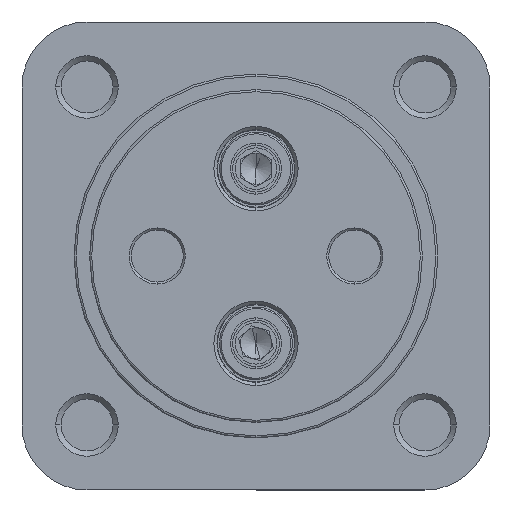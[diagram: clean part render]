
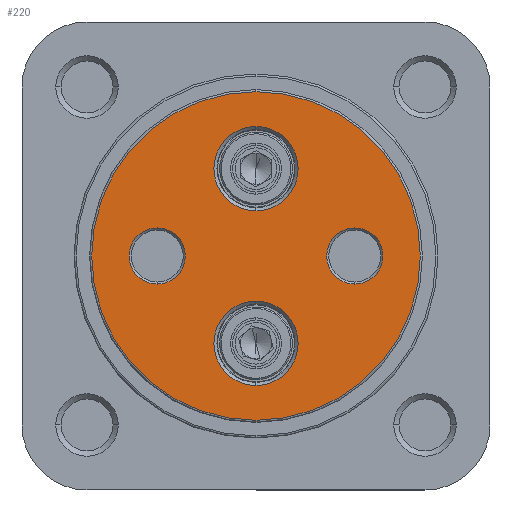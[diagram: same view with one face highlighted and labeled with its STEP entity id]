
A CAD part, left-side view. The second image highlights one B-rep face of the part: STEP entity #220.
In plain terms, the highlighted planar face has unit normal (-1, 0, 0).
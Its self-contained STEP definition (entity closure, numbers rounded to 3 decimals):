
#220 = ADVANCED_FACE ( 'NONE', ( #3819, #3825, #3827, #3829, #3815 ), #3010, .F. ) ;
#409 = EDGE_LOOP ( 'NONE', ( #8340, #8339 ) ) ;
#436 = EDGE_LOOP ( 'NONE', ( #8344, #8343 ) ) ;
#709 = EDGE_LOOP ( 'NONE', ( #8336, #8335 ) ) ;
#724 = EDGE_LOOP ( 'NONE', ( #8342, #8341 ) ) ;
#726 = EDGE_LOOP ( 'NONE', ( #8338, #8337 ) ) ;
#837 = EDGE_CURVE ( 'NONE', #7321, #7263, #4050, .T. ) ;
#1141 = EDGE_CURVE ( 'NONE', #7233, #7284, #5717, .T. ) ;
#1145 = EDGE_CURVE ( 'NONE', #7235, #7238, #5723, .T. ) ;
#1173 = EDGE_CURVE ( 'NONE', #7255, #7259, #5765, .T. ) ;
#1177 = EDGE_CURVE ( 'NONE', #7325, #7324, #5771, .T. ) ;
#1219 = EDGE_CURVE ( 'NONE', #7324, #7325, #5835, .T. ) ;
#1225 = EDGE_CURVE ( 'NONE', #7259, #7255, #5841, .T. ) ;
#1226 = EDGE_CURVE ( 'NONE', #7284, #7233, #5842, .T. ) ;
#1230 = EDGE_CURVE ( 'NONE', #7263, #7321, #5846, .T. ) ;
#1231 = EDGE_CURVE ( 'NONE', #7238, #7235, #5847, .T. ) ;
#1573 = AXIS2_PLACEMENT_3D ( 'NONE', #3001, #3013, #3014 ) ;
#1659 = AXIS2_PLACEMENT_3D ( 'NONE', #4347, #4348, #4349 ) ;
#1761 = AXIS2_PLACEMENT_3D ( 'NONE', #5054, #5055, #5056 ) ;
#1762 = AXIS2_PLACEMENT_3D ( 'NONE', #5064, #5065, #5066 ) ;
#1778 = AXIS2_PLACEMENT_3D ( 'NONE', #5134, #5135, #5136 ) ;
#1779 = AXIS2_PLACEMENT_3D ( 'NONE', #5144, #5145, #5146 ) ;
#1796 = AXIS2_PLACEMENT_3D ( 'NONE', #5239, #5246, #5247 ) ;
#1802 = AXIS2_PLACEMENT_3D ( 'NONE', #5257, #5264, #5265 ) ;
#1803 = AXIS2_PLACEMENT_3D ( 'NONE', #5260, #5267, #5268 ) ;
#1807 = AXIS2_PLACEMENT_3D ( 'NONE', #5272, #5279, #5280 ) ;
#1808 = AXIS2_PLACEMENT_3D ( 'NONE', #5275, #5282, #5283 ) ;
#3001 = CARTESIAN_POINT ( 'NONE',  ( 0., 0., 0. ) ) ;
#3010 = PLANE ( 'NONE',  #1573 ) ;
#3013 = DIRECTION ( 'NONE',  ( 1., 0., 0. ) ) ;
#3014 = DIRECTION ( 'NONE',  ( 0., 0., -1. ) ) ;
#3815 = FACE_BOUND ( 'NONE', #709, .T. ) ;
#3819 = FACE_OUTER_BOUND ( 'NONE', #436, .T. ) ;
#3825 = FACE_BOUND ( 'NONE', #724, .T. ) ;
#3827 = FACE_BOUND ( 'NONE', #409, .T. ) ;
#3829 = FACE_BOUND ( 'NONE', #726, .T. ) ;
#4050 = CIRCLE ( 'NONE', #1659, 15.8 ) ;
#4347 = CARTESIAN_POINT ( 'NONE',  ( 0., 0., 0. ) ) ;
#4348 = DIRECTION ( 'NONE',  ( -1., 0., 0. ) ) ;
#4349 = DIRECTION ( 'NONE',  ( 0., 0., -1. ) ) ;
#5054 = CARTESIAN_POINT ( 'NONE',  ( 0., 0., 8.4 ) ) ;
#5055 = DIRECTION ( 'NONE',  ( 1., 0., 0. ) ) ;
#5056 = DIRECTION ( 'NONE',  ( 0., 0., -1. ) ) ;
#5064 = CARTESIAN_POINT ( 'NONE',  ( 0., 0., -8.4 ) ) ;
#5065 = DIRECTION ( 'NONE',  ( 1., 0., 0. ) ) ;
#5066 = DIRECTION ( 'NONE',  ( 0., 0., -1. ) ) ;
#5134 = CARTESIAN_POINT ( 'NONE',  ( 0., 9.5, 0. ) ) ;
#5135 = DIRECTION ( 'NONE',  ( 1., 0., 0. ) ) ;
#5136 = DIRECTION ( 'NONE',  ( 0., 0., -1. ) ) ;
#5144 = CARTESIAN_POINT ( 'NONE',  ( 0., -9.5, 0. ) ) ;
#5145 = DIRECTION ( 'NONE',  ( 1., 0., 0. ) ) ;
#5146 = DIRECTION ( 'NONE',  ( 0., 0., -1. ) ) ;
#5239 = CARTESIAN_POINT ( 'NONE',  ( 0., -9.5, 0. ) ) ;
#5246 = DIRECTION ( 'NONE',  ( 1., 0., 0. ) ) ;
#5247 = DIRECTION ( 'NONE',  ( 0., 0., -1. ) ) ;
#5257 = CARTESIAN_POINT ( 'NONE',  ( 0., 9.5, 0. ) ) ;
#5260 = CARTESIAN_POINT ( 'NONE',  ( 0., 0., 8.4 ) ) ;
#5264 = DIRECTION ( 'NONE',  ( 1., 0., 0. ) ) ;
#5265 = DIRECTION ( 'NONE',  ( 0., 0., -1. ) ) ;
#5267 = DIRECTION ( 'NONE',  ( 1., 0., 0. ) ) ;
#5268 = DIRECTION ( 'NONE',  ( 0., 0., -1. ) ) ;
#5272 = CARTESIAN_POINT ( 'NONE',  ( 0., 0., 0. ) ) ;
#5275 = CARTESIAN_POINT ( 'NONE',  ( 0., 0., -8.4 ) ) ;
#5279 = DIRECTION ( 'NONE',  ( -1., 0., 0. ) ) ;
#5280 = DIRECTION ( 'NONE',  ( 0., 0., -1. ) ) ;
#5282 = DIRECTION ( 'NONE',  ( 1., 0., 0. ) ) ;
#5283 = DIRECTION ( 'NONE',  ( 0., 0., -1. ) ) ;
#5717 = CIRCLE ( 'NONE', #1761, 4.05 ) ;
#5723 = CIRCLE ( 'NONE', #1762, 4.05 ) ;
#5765 = CIRCLE ( 'NONE', #1778, 2.7 ) ;
#5771 = CIRCLE ( 'NONE', #1779, 2.7 ) ;
#5835 = CIRCLE ( 'NONE', #1796, 2.7 ) ;
#5841 = CIRCLE ( 'NONE', #1802, 2.7 ) ;
#5842 = CIRCLE ( 'NONE', #1803, 4.05 ) ;
#5846 = CIRCLE ( 'NONE', #1807, 15.8 ) ;
#5847 = CIRCLE ( 'NONE', #1808, 4.05 ) ;
#6507 = CARTESIAN_POINT ( 'NONE',  ( 0., 0., 12.45 ) ) ;
#6509 = CARTESIAN_POINT ( 'NONE',  ( 0., 0., -4.35 ) ) ;
#6512 = CARTESIAN_POINT ( 'NONE',  ( 0., 0., -12.45 ) ) ;
#6529 = CARTESIAN_POINT ( 'NONE',  ( 0., 9.5, 2.7 ) ) ;
#6533 = CARTESIAN_POINT ( 'NONE',  ( 0., 9.5, -2.7 ) ) ;
#6537 = CARTESIAN_POINT ( 'NONE',  ( 0., 0., -15.8 ) ) ;
#6558 = CARTESIAN_POINT ( 'NONE',  ( 0., 0., 4.35 ) ) ;
#6595 = CARTESIAN_POINT ( 'NONE',  ( 0., 0., 15.8 ) ) ;
#6598 = CARTESIAN_POINT ( 'NONE',  ( 0., -9.5, -2.7 ) ) ;
#6599 = CARTESIAN_POINT ( 'NONE',  ( 0., -9.5, 2.7 ) ) ;
#7233 = VERTEX_POINT ( 'NONE', #6507 ) ;
#7235 = VERTEX_POINT ( 'NONE', #6509 ) ;
#7238 = VERTEX_POINT ( 'NONE', #6512 ) ;
#7255 = VERTEX_POINT ( 'NONE', #6529 ) ;
#7259 = VERTEX_POINT ( 'NONE', #6533 ) ;
#7263 = VERTEX_POINT ( 'NONE', #6537 ) ;
#7284 = VERTEX_POINT ( 'NONE', #6558 ) ;
#7321 = VERTEX_POINT ( 'NONE', #6595 ) ;
#7324 = VERTEX_POINT ( 'NONE', #6598 ) ;
#7325 = VERTEX_POINT ( 'NONE', #6599 ) ;
#8335 = ORIENTED_EDGE ( 'NONE', *, *, #1225, .T. ) ;
#8336 = ORIENTED_EDGE ( 'NONE', *, *, #1173, .T. ) ;
#8337 = ORIENTED_EDGE ( 'NONE', *, *, #1219, .T. ) ;
#8338 = ORIENTED_EDGE ( 'NONE', *, *, #1177, .T. ) ;
#8339 = ORIENTED_EDGE ( 'NONE', *, *, #1226, .T. ) ;
#8340 = ORIENTED_EDGE ( 'NONE', *, *, #1141, .T. ) ;
#8341 = ORIENTED_EDGE ( 'NONE', *, *, #1231, .T. ) ;
#8342 = ORIENTED_EDGE ( 'NONE', *, *, #1145, .T. ) ;
#8343 = ORIENTED_EDGE ( 'NONE', *, *, #837, .T. ) ;
#8344 = ORIENTED_EDGE ( 'NONE', *, *, #1230, .T. ) ;
